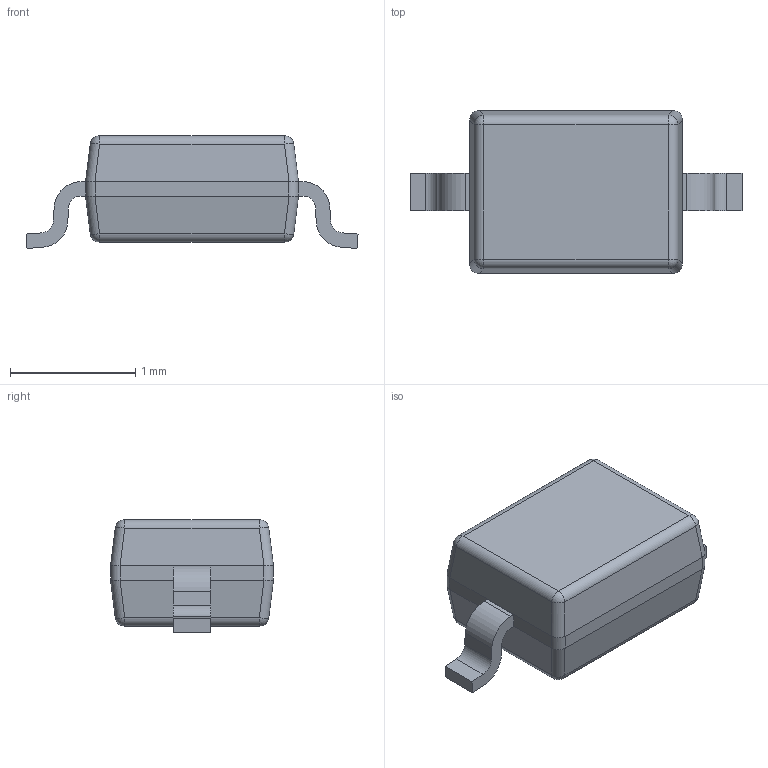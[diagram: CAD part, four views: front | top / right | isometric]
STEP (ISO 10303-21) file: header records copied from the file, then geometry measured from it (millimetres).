
FILE_DESCRIPTION((''),'2;1');
FILE_NAME('DYF0002A_ASM','2024-12-19T15:02:56',('a0412086'),(''),'CREO PARAMETRIC BY PTC INC, 2018500','CREO PARAMETRIC BY PTC INC, 2018500','');
FILE_SCHEMA(('CONFIG_CONTROL_DESIGN','SHAPE_APPEARANCE_LAYERS_GROUPS'));
Length unit declared in the file: millimetre
Products named in the file (3): BODY-SOT; LEAD-SOT; DYF0002A_ASM
Assembly tree (3 placements, depth 2):
  DYF0002A_ASM
    BODY-SOT
    LEAD-SOT  x2
Bounding box: 2.65 x 1.3 x 0.9 mm (x, y, z)
Volume: 1.8 mm3; surface area: 9.9 mm2
Topology: 3 solids, 3 shells, 70 faces, 168 edges, 104 vertices
Faces by surface type: plane 34, cylinder 28, sphere 8
Entity records: 2193 total; most frequent: CARTESIAN_POINT 394, DIRECTION 264, ORIENTED_EDGE 264, PRESENTATION_STYLE_ASSIGNMENT 134, STYLED_ITEM 134, CURVE_STYLE 132, EDGE_CURVE 132, AXIS2_PLACEMENT_3D 94
